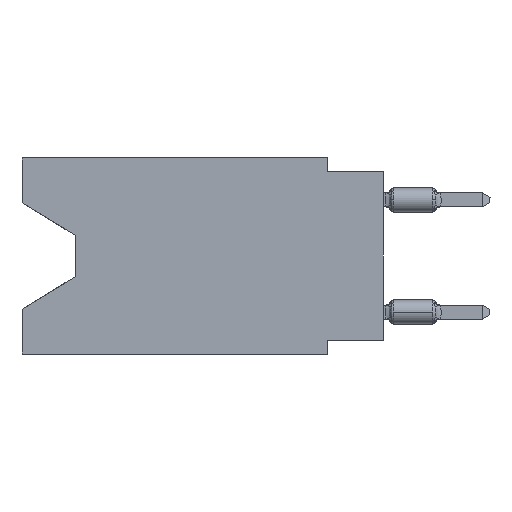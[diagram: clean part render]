
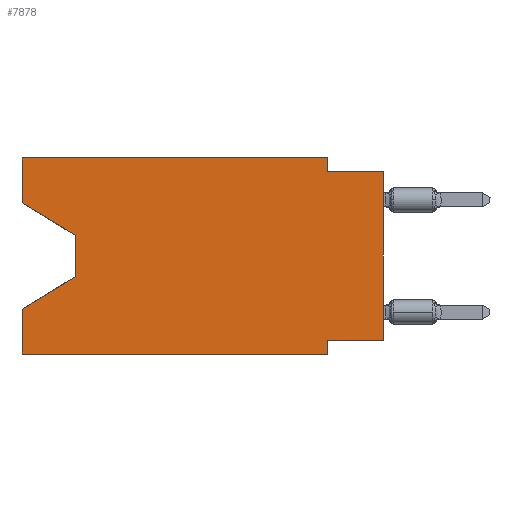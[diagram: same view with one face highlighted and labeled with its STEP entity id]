
A CAD part, left-side view. The second image highlights one B-rep face of the part: STEP entity #7878.
In plain terms, the highlighted planar face has unit normal (-1, 0, 0).
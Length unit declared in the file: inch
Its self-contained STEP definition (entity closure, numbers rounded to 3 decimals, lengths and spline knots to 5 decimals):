
#279 = EDGE_LOOP ( 'NONE', ( #39747, #40986, #48851, #16214, #27577, #33333, #52131, #53987, #31507, #57789, #59455, #8296 ) ) ;
#1549 = PLANE ( 'NONE',  #49658 ) ;
#1823 = LINE ( 'NONE', #61014, #22816 ) ;
#2029 = VERTEX_POINT ( 'NONE', #53093 ) ;
#2691 = CARTESIAN_POINT ( 'NONE',  ( 0., 0.55, -0.138 ) ) ;
#2814 = CARTESIAN_POINT ( 'NONE',  ( 0., 0.55, -0.138 ) ) ;
#3155 = VECTOR ( 'NONE', #52347, 39.37008 ) ;
#3722 = VERTEX_POINT ( 'NONE', #34339 ) ;
#4655 = EDGE_CURVE ( 'NONE', #44906, #12937, #49304, .T. ) ;
#5214 = EDGE_CURVE ( 'NONE', #52601, #57331, #46951, .T. ) ;
#5981 = EDGE_CURVE ( 'NONE', #42877, #12530, #61576, .T. ) ;
#7875 = CARTESIAN_POINT ( 'NONE',  ( 0., 0.55, -0.212 ) ) ;
#7878 = ADVANCED_FACE ( 'NONE', ( #25772 ), #1549, .F. ) ;
#8296 = ORIENTED_EDGE ( 'NONE', *, *, #32391, .F. ) ;
#9531 = DIRECTION ( 'NONE',  ( 0., -1., 0. ) ) ;
#12530 = VERTEX_POINT ( 'NONE', #51350 ) ;
#12937 = VERTEX_POINT ( 'NONE', #22611 ) ;
#13171 = CARTESIAN_POINT ( 'NONE',  ( 0., 0.645, 0. ) ) ;
#14387 = VECTOR ( 'NONE', #51721, 39.37008 ) ;
#15278 = VERTEX_POINT ( 'NONE', #51281 ) ;
#15279 = CARTESIAN_POINT ( 'NONE',  ( 0., 0.645, -0.35 ) ) ;
#15987 = EDGE_CURVE ( 'NONE', #12530, #15278, #53713, .T. ) ;
#16214 = ORIENTED_EDGE ( 'NONE', *, *, #20539, .F. ) ;
#16781 = DIRECTION ( 'NONE',  ( 0., 0., 1. ) ) ;
#17791 = CARTESIAN_POINT ( 'NONE',  ( 0., 0.645, 0. ) ) ;
#18585 = CARTESIAN_POINT ( 'NONE',  ( 0., 0.55, -0.212 ) ) ;
#18952 = VECTOR ( 'NONE', #41950, 39.37008 ) ;
#19137 = DIRECTION ( 'NONE',  ( 0., 0., 1. ) ) ;
#20539 = EDGE_CURVE ( 'NONE', #44906, #3722, #38510, .T. ) ;
#20967 = CARTESIAN_POINT ( 'NONE',  ( 0., 0.645, 0. ) ) ;
#22611 = CARTESIAN_POINT ( 'NONE',  ( 0., 0.1, -0.35 ) ) ;
#22816 = VECTOR ( 'NONE', #27279, 39.37008 ) ;
#24346 = EDGE_CURVE ( 'NONE', #2029, #52601, #41271, .T. ) ;
#24424 = CARTESIAN_POINT ( 'NONE',  ( 0., 0., -0.025 ) ) ;
#24757 = VECTOR ( 'NONE', #57311, 39.37008 ) ;
#25205 = VECTOR ( 'NONE', #51899, 39.37008 ) ;
#25393 = VERTEX_POINT ( 'NONE', #53096 ) ;
#25772 = FACE_OUTER_BOUND ( 'NONE', #279, .T. ) ;
#26383 = DIRECTION ( 'NONE',  ( 0., -1., 0. ) ) ;
#26931 = DIRECTION ( 'NONE',  ( 0., -0.855, -0.519 ) ) ;
#27279 = DIRECTION ( 'NONE',  ( 0., 0., -1. ) ) ;
#27577 = ORIENTED_EDGE ( 'NONE', *, *, #4655, .T. ) ;
#28035 = CARTESIAN_POINT ( 'NONE',  ( 0., 0., -0.325 ) ) ;
#29064 = VECTOR ( 'NONE', #19137, 39.37008 ) ;
#31507 = ORIENTED_EDGE ( 'NONE', *, *, #31549, .F. ) ;
#31549 = EDGE_CURVE ( 'NONE', #15278, #33734, #38526, .T. ) ;
#32391 = EDGE_CURVE ( 'NONE', #2029, #42877, #34125, .T. ) ;
#33333 = ORIENTED_EDGE ( 'NONE', *, *, #50040, .F. ) ;
#33469 = LINE ( 'NONE', #28035, #24757 ) ;
#33734 = VERTEX_POINT ( 'NONE', #24424 ) ;
#34125 = LINE ( 'NONE', #62770, #29064 ) ;
#34339 = CARTESIAN_POINT ( 'NONE',  ( 0., 0.645, -0.26975 ) ) ;
#34922 = DIRECTION ( 'NONE',  ( 0., 0., -1. ) ) ;
#35578 = CARTESIAN_POINT ( 'NONE',  ( 0., 0.645, -0.08025 ) ) ;
#35936 = CARTESIAN_POINT ( 'NONE',  ( 0., 0., 0. ) ) ;
#37191 = VECTOR ( 'NONE', #9531, 39.37008 ) ;
#37222 = VECTOR ( 'NONE', #34922, 39.37008 ) ;
#38510 = LINE ( 'NONE', #17791, #25205 ) ;
#38526 = LINE ( 'NONE', #57916, #37191 ) ;
#39747 = ORIENTED_EDGE ( 'NONE', *, *, #24346, .T. ) ;
#39777 = CARTESIAN_POINT ( 'NONE',  ( 0., 0.645, -0.35 ) ) ;
#39785 = EDGE_CURVE ( 'NONE', #25393, #57719, #33469, .T. ) ;
#40740 = DIRECTION ( 'NONE',  ( 0., 0., -1. ) ) ;
#40986 = ORIENTED_EDGE ( 'NONE', *, *, #5214, .T. ) ;
#41271 = LINE ( 'NONE', #35578, #45713 ) ;
#41950 = DIRECTION ( 'NONE',  ( 0., 0.855, -0.519 ) ) ;
#42877 = VERTEX_POINT ( 'NONE', #51948 ) ;
#43644 = EDGE_CURVE ( 'NONE', #57331, #3722, #61036, .T. ) ;
#44906 = VERTEX_POINT ( 'NONE', #15279 ) ;
#45713 = VECTOR ( 'NONE', #26931, 39.37008 ) ;
#45825 = DIRECTION ( 'NONE',  ( 1., 0., 0. ) ) ;
#46951 = LINE ( 'NONE', #2691, #3155 ) ;
#48851 = ORIENTED_EDGE ( 'NONE', *, *, #43644, .T. ) ;
#49304 = LINE ( 'NONE', #39777, #52914 ) ;
#49658 = AXIS2_PLACEMENT_3D ( 'NONE', #20967, #45825, #40740 ) ;
#50040 = EDGE_CURVE ( 'NONE', #57719, #12937, #1823, .T. ) ;
#51109 = CARTESIAN_POINT ( 'NONE',  ( 0., 0.1, -0.325 ) ) ;
#51188 = LINE ( 'NONE', #35936, #57380 ) ;
#51281 = CARTESIAN_POINT ( 'NONE',  ( 0., 0.1, -0.025 ) ) ;
#51350 = CARTESIAN_POINT ( 'NONE',  ( 0., 0.1, 0. ) ) ;
#51721 = DIRECTION ( 'NONE',  ( 0., -1., 0. ) ) ;
#51899 = DIRECTION ( 'NONE',  ( 0., 0., 1. ) ) ;
#51948 = CARTESIAN_POINT ( 'NONE',  ( 0., 0.645, 0. ) ) ;
#52131 = ORIENTED_EDGE ( 'NONE', *, *, #39785, .F. ) ;
#52347 = DIRECTION ( 'NONE',  ( 0., 0., -1. ) ) ;
#52601 = VERTEX_POINT ( 'NONE', #2814 ) ;
#52914 = VECTOR ( 'NONE', #26383, 39.37008 ) ;
#53093 = CARTESIAN_POINT ( 'NONE',  ( 0., 0.645, -0.08025 ) ) ;
#53096 = CARTESIAN_POINT ( 'NONE',  ( 0., 0., -0.325 ) ) ;
#53713 = LINE ( 'NONE', #59417, #37222 ) ;
#53987 = ORIENTED_EDGE ( 'NONE', *, *, #60451, .T. ) ;
#57311 = DIRECTION ( 'NONE',  ( 0., 1., 0. ) ) ;
#57331 = VERTEX_POINT ( 'NONE', #18585 ) ;
#57380 = VECTOR ( 'NONE', #16781, 39.37008 ) ;
#57719 = VERTEX_POINT ( 'NONE', #51109 ) ;
#57789 = ORIENTED_EDGE ( 'NONE', *, *, #15987, .F. ) ;
#57916 = CARTESIAN_POINT ( 'NONE',  ( 0., 0., -0.025 ) ) ;
#59417 = CARTESIAN_POINT ( 'NONE',  ( 0., 0.1, 0. ) ) ;
#59455 = ORIENTED_EDGE ( 'NONE', *, *, #5981, .F. ) ;
#60451 = EDGE_CURVE ( 'NONE', #25393, #33734, #51188, .T. ) ;
#61014 = CARTESIAN_POINT ( 'NONE',  ( 0., 0.1, -0.35 ) ) ;
#61036 = LINE ( 'NONE', #7875, #18952 ) ;
#61576 = LINE ( 'NONE', #13171, #14387 ) ;
#62770 = CARTESIAN_POINT ( 'NONE',  ( 0., 0.645, 0. ) ) ;
